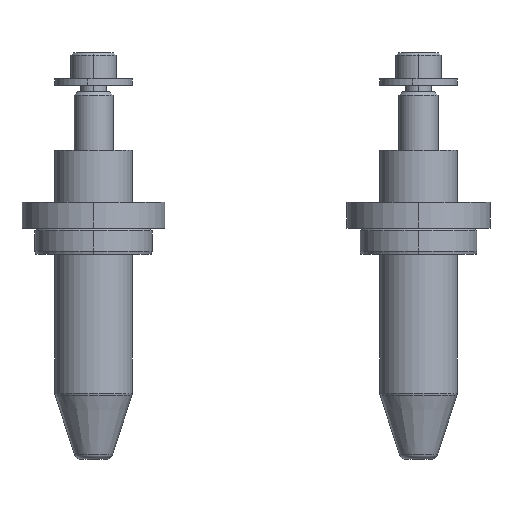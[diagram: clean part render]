
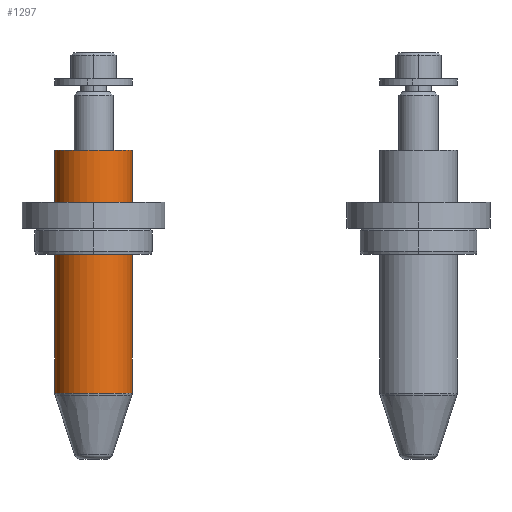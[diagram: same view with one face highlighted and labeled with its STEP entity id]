
A CAD part, top view. The second image highlights one B-rep face of the part: STEP entity #1297.
In plain terms, the highlighted cylindrical face has radius 5.95 mm (diameter 11.9 mm), a partial arc.
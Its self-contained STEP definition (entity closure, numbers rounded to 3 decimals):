
#78 = VERTEX_POINT ( 'NONE', #1119 ) ;
#101 = VECTOR ( 'NONE', #179, 1000. ) ;
#153 = CARTESIAN_POINT ( 'NONE',  ( 0., -46.342, 0. ) ) ;
#158 = DIRECTION ( 'NONE',  ( 0., 1., 0. ) ) ;
#179 = DIRECTION ( 'NONE',  ( 0., 1., 0. ) ) ;
#221 = DIRECTION ( 'NONE',  ( -1., 0., 0. ) ) ;
#391 = EDGE_CURVE ( 'NONE', #78, #935, #2025, .T. ) ;
#435 = LINE ( 'NONE', #2416, #1606 ) ;
#470 = CARTESIAN_POINT ( 'NONE',  ( -5.95, -46.342, 0. ) ) ;
#524 = ORIENTED_EDGE ( 'NONE', *, *, #1714, .F. ) ;
#582 = EDGE_LOOP ( 'NONE', ( #524, #1356, #1426, #1574 ) ) ;
#754 = DIRECTION ( 'NONE',  ( 0., 1., 0. ) ) ;
#827 = CARTESIAN_POINT ( 'NONE',  ( 0., -9., 0. ) ) ;
#900 = EDGE_CURVE ( 'NONE', #1360, #935, #435, .T. ) ;
#935 = VERTEX_POINT ( 'NONE', #2235 ) ;
#1036 = DIRECTION ( 'NONE',  ( -1., 0., 0. ) ) ;
#1112 = LINE ( 'NONE', #1164, #101 ) ;
#1119 = CARTESIAN_POINT ( 'NONE',  ( 5.95, -9., 0. ) ) ;
#1164 = CARTESIAN_POINT ( 'NONE',  ( 5.95, 0., 0. ) ) ;
#1176 = CYLINDRICAL_SURFACE ( 'NONE', #2543, 5.95 ) ;
#1227 = CARTESIAN_POINT ( 'NONE',  ( 0., 0., 0. ) ) ;
#1271 = AXIS2_PLACEMENT_3D ( 'NONE', #153, #754, #2125 ) ;
#1297 = ADVANCED_FACE ( 'NONE', ( #2542 ), #1176, .T. ) ;
#1356 = ORIENTED_EDGE ( 'NONE', *, *, #2035, .T. ) ;
#1360 = VERTEX_POINT ( 'NONE', #470 ) ;
#1426 = ORIENTED_EDGE ( 'NONE', *, *, #900, .T. ) ;
#1473 = VERTEX_POINT ( 'NONE', #2243 ) ;
#1574 = ORIENTED_EDGE ( 'NONE', *, *, #391, .F. ) ;
#1606 = VECTOR ( 'NONE', #1829, 1000. ) ;
#1714 = EDGE_CURVE ( 'NONE', #1473, #78, #1112, .T. ) ;
#1829 = DIRECTION ( 'NONE',  ( 0., 1., 0. ) ) ;
#2025 = CIRCLE ( 'NONE', #2532, 5.95 ) ;
#2035 = EDGE_CURVE ( 'NONE', #1473, #1360, #2503, .T. ) ;
#2125 = DIRECTION ( 'NONE',  ( 1., 0., 0. ) ) ;
#2187 = DIRECTION ( 'NONE',  ( 0., 1., 0. ) ) ;
#2235 = CARTESIAN_POINT ( 'NONE',  ( -5.95, -9., 0. ) ) ;
#2243 = CARTESIAN_POINT ( 'NONE',  ( 5.95, -46.342, 0. ) ) ;
#2416 = CARTESIAN_POINT ( 'NONE',  ( -5.95, 0., 0. ) ) ;
#2503 = CIRCLE ( 'NONE', #1271, 5.95 ) ;
#2532 = AXIS2_PLACEMENT_3D ( 'NONE', #827, #2187, #1036 ) ;
#2542 = FACE_OUTER_BOUND ( 'NONE', #582, .T. ) ;
#2543 = AXIS2_PLACEMENT_3D ( 'NONE', #1227, #158, #221 ) ;
